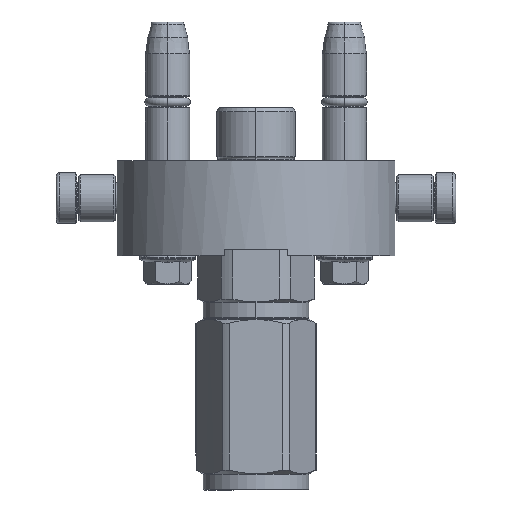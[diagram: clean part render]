
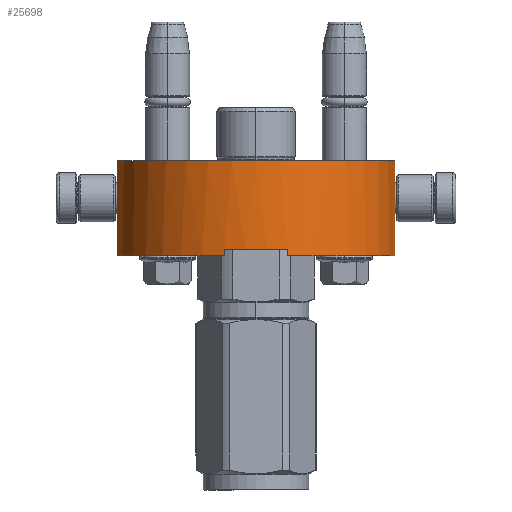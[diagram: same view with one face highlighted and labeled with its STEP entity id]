
A CAD part, left-side view. The second image highlights one B-rep face of the part: STEP entity #25698.
In plain terms, the highlighted cylindrical face has radius 44.75 mm (diameter 89.5 mm), a partial arc.
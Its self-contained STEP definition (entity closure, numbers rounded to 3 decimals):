
#2250 = DIRECTION ( 'NONE',  ( -0.983, 0., 0.182 ) ) ;
#2878 = AXIS2_PLACEMENT_3D ( 'NONE', #6825, #10717, #19047 ) ;
#5265 = CIRCLE ( 'NONE', #9720, 44.75 ) ;
#5357 = CARTESIAN_POINT ( 'NONE',  ( -10., 28., 43.618 ) ) ;
#5752 = ORIENTED_EDGE ( 'NONE', *, *, #11938, .T. ) ;
#6268 = FACE_OUTER_BOUND ( 'NONE', #14195, .T. ) ;
#6825 = CARTESIAN_POINT ( 'NONE',  ( 0., 28., 0. ) ) ;
#7129 = CARTESIAN_POINT ( 'NONE',  ( 10., 28., 43.618 ) ) ;
#7378 = ORIENTED_EDGE ( 'NONE', *, *, #29692, .F. ) ;
#9720 = AXIS2_PLACEMENT_3D ( 'NONE', #47520, #34704, #2250 ) ;
#10103 = EDGE_CURVE ( 'NONE', #43485, #30781, #42418, .T. ) ;
#10717 = DIRECTION ( 'NONE',  ( 0., 1., 0. ) ) ;
#11938 = EDGE_CURVE ( 'NONE', #35195, #13921, #19275, .T. ) ;
#12109 = CARTESIAN_POINT ( 'NONE',  ( 44., 30., 8.159 ) ) ;
#13338 = DIRECTION ( 'NONE',  ( 1., 0., 0. ) ) ;
#13921 = VERTEX_POINT ( 'NONE', #12109 ) ;
#14195 = EDGE_LOOP ( 'NONE', ( #28134, #35977, #34692, #18229, #5752, #7378, #47331, #28355 ) ) ;
#14523 = CARTESIAN_POINT ( 'NONE',  ( -10., 30., 43.618 ) ) ;
#16227 = CARTESIAN_POINT ( 'NONE',  ( 0., 30., 0. ) ) ;
#18229 = ORIENTED_EDGE ( 'NONE', *, *, #48968, .T. ) ;
#18330 = CYLINDRICAL_SURFACE ( 'NONE', #35492, 44.75 ) ;
#18405 = DIRECTION ( 'NONE',  ( 0., 1., 0. ) ) ;
#18414 = LINE ( 'NONE', #5357, #26097 ) ;
#19047 = DIRECTION ( 'NONE',  ( -0.223, 0., 0.975 ) ) ;
#19275 = LINE ( 'NONE', #26432, #28800 ) ;
#20869 = CARTESIAN_POINT ( 'NONE',  ( 44., 0., 8.159 ) ) ;
#22155 = VECTOR ( 'NONE', #18405, 1000. ) ;
#23101 = AXIS2_PLACEMENT_3D ( 'NONE', #16227, #32741, #28325 ) ;
#24805 = DIRECTION ( 'NONE',  ( 0., -1., 0. ) ) ;
#25394 = CARTESIAN_POINT ( 'NONE',  ( 0., 0., 0. ) ) ;
#25466 = DIRECTION ( 'NONE',  ( 0., 1., 0. ) ) ;
#25698 = ADVANCED_FACE ( 'NONE', ( #6268 ), #18330, .T. ) ;
#25713 = EDGE_CURVE ( 'NONE', #37939, #39892, #33562, .T. ) ;
#25808 = VERTEX_POINT ( 'NONE', #26763 ) ;
#26097 = VECTOR ( 'NONE', #25466, 1000. ) ;
#26432 = CARTESIAN_POINT ( 'NONE',  ( 44., 0., 8.159 ) ) ;
#26763 = CARTESIAN_POINT ( 'NONE',  ( -10., 28., 43.618 ) ) ;
#26990 = AXIS2_PLACEMENT_3D ( 'NONE', #31942, #43844, #39573 ) ;
#27184 = DIRECTION ( 'NONE',  ( 0., 1., 0. ) ) ;
#28134 = ORIENTED_EDGE ( 'NONE', *, *, #34283, .T. ) ;
#28325 = DIRECTION ( 'NONE',  ( 0.223, 0., 0.975 ) ) ;
#28355 = ORIENTED_EDGE ( 'NONE', *, *, #33978, .F. ) ;
#28800 = VECTOR ( 'NONE', #51046, 1000. ) ;
#29692 = EDGE_CURVE ( 'NONE', #30781, #13921, #31531, .T. ) ;
#30781 = VERTEX_POINT ( 'NONE', #31432 ) ;
#31432 = CARTESIAN_POINT ( 'NONE',  ( 10., 30., 43.618 ) ) ;
#31531 = CIRCLE ( 'NONE', #23101, 44.75 ) ;
#31942 = CARTESIAN_POINT ( 'NONE',  ( 0., 30., 0. ) ) ;
#32741 = DIRECTION ( 'NONE',  ( 0., 1., 0. ) ) ;
#32820 = VERTEX_POINT ( 'NONE', #14523 ) ;
#33562 = LINE ( 'NONE', #46488, #22155 ) ;
#33978 = EDGE_CURVE ( 'NONE', #25808, #43485, #45172, .T. ) ;
#34283 = EDGE_CURVE ( 'NONE', #25808, #32820, #18414, .T. ) ;
#34692 = ORIENTED_EDGE ( 'NONE', *, *, #25713, .F. ) ;
#34704 = DIRECTION ( 'NONE',  ( 0., 1., 0. ) ) ;
#35195 = VERTEX_POINT ( 'NONE', #20869 ) ;
#35243 = CIRCLE ( 'NONE', #26990, 44.75 ) ;
#35492 = AXIS2_PLACEMENT_3D ( 'NONE', #25394, #24805, #13338 ) ;
#35977 = ORIENTED_EDGE ( 'NONE', *, *, #43111, .F. ) ;
#37287 = VECTOR ( 'NONE', #27184, 1000. ) ;
#37939 = VERTEX_POINT ( 'NONE', #38486 ) ;
#38486 = CARTESIAN_POINT ( 'NONE',  ( -44., 0., 8.159 ) ) ;
#39573 = DIRECTION ( 'NONE',  ( -0.983, 0., 0.182 ) ) ;
#39892 = VERTEX_POINT ( 'NONE', #40433 ) ;
#40433 = CARTESIAN_POINT ( 'NONE',  ( -44., 30., 8.159 ) ) ;
#42418 = LINE ( 'NONE', #7129, #37287 ) ;
#43091 = CARTESIAN_POINT ( 'NONE',  ( 10., 28., 43.618 ) ) ;
#43111 = EDGE_CURVE ( 'NONE', #39892, #32820, #35243, .T. ) ;
#43485 = VERTEX_POINT ( 'NONE', #43091 ) ;
#43844 = DIRECTION ( 'NONE',  ( 0., 1., 0. ) ) ;
#45172 = CIRCLE ( 'NONE', #2878, 44.75 ) ;
#46488 = CARTESIAN_POINT ( 'NONE',  ( -44., 0., 8.159 ) ) ;
#47331 = ORIENTED_EDGE ( 'NONE', *, *, #10103, .F. ) ;
#47520 = CARTESIAN_POINT ( 'NONE',  ( 0., 0., 0. ) ) ;
#48968 = EDGE_CURVE ( 'NONE', #37939, #35195, #5265, .T. ) ;
#51046 = DIRECTION ( 'NONE',  ( 0., 1., 0. ) ) ;
